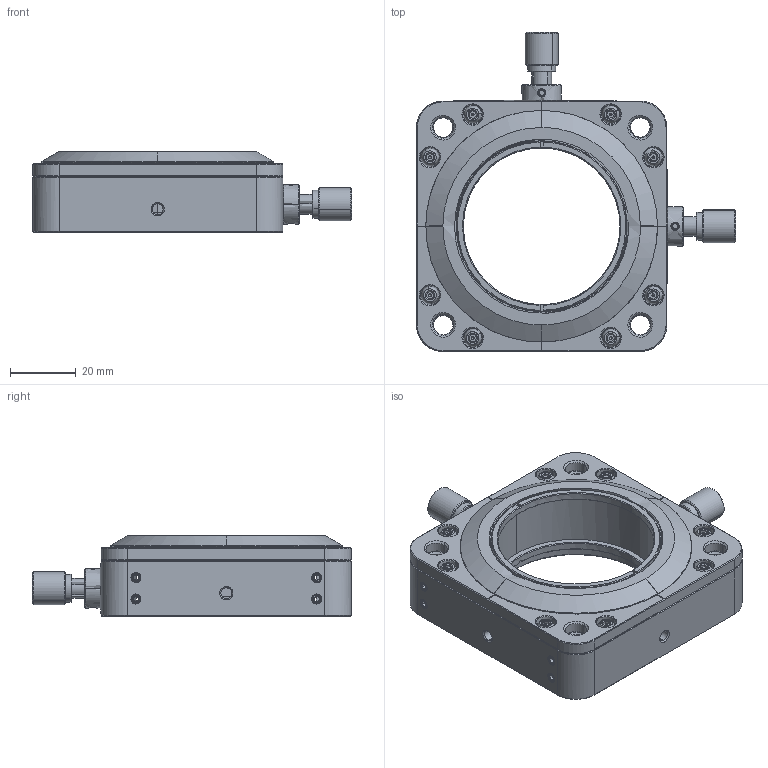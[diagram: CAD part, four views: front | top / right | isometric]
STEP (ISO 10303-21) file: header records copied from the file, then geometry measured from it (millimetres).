
FILE_DESCRIPTION (( 'STEP AP203' ), '1' );
FILE_NAME ('2.3.3.6_L60T-XY_60mm笼式系统XY平移调节架，用于φ2英寸光学元件_step.STEP', '2021-11-16T01:31:54', ( '' ), ( '' ), 'SwSTEP 2.0', 'SolidWorks 2020', '' );
FILE_SCHEMA (( 'CONFIG_CONTROL_DESIGN' ));
Length unit declared in the file: millimetre
Products named in the file (1): 2.3.3.6_L60T-XY_60mm笼式系统XY平移调节架，用于φ2英寸光学元件_step
Bounding box: 97.1 x 97.1 x 24.5 mm (x, y, z)
Surface area: 27422.6 mm2 (no closed solid volume)
Topology: 0 solids, 16 shells, 561 faces, 1452 edges, 899 vertices
Faces by surface type: bspline 561
Entity records: 25349 total; most frequent: CARTESIAN_POINT 17249, ORIENTED_EDGE 2553, EDGE_CURVE 1410, B_SPLINE_CURVE_WITH_KNOTS 1053, VERTEX_POINT 899, EDGE_LOOP 660, ADVANCED_FACE 561, FACE_OUTER_BOUND 561
